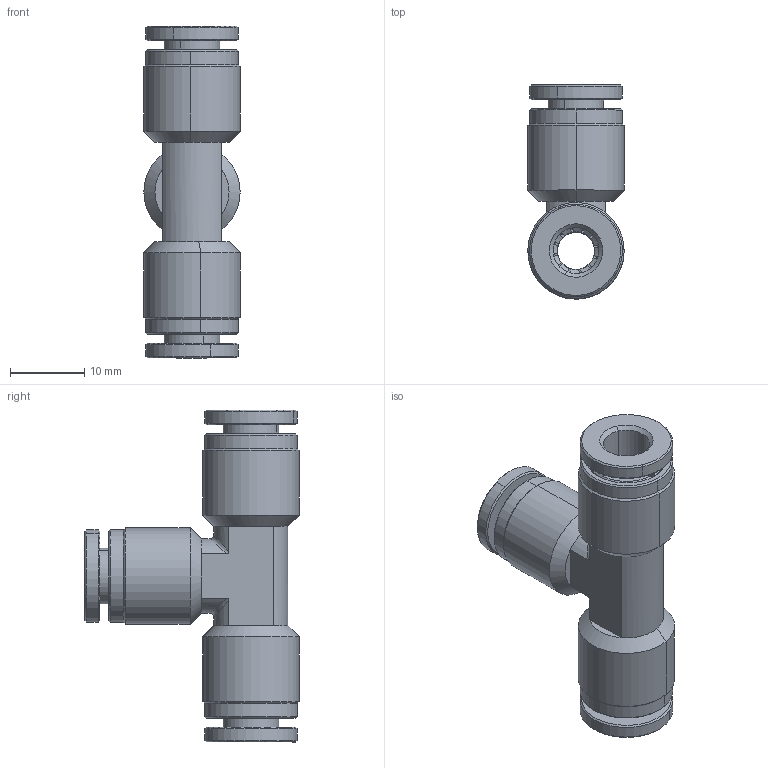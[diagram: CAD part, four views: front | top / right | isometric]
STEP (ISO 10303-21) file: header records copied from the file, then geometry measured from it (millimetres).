
FILE_DESCRIPTION (( 'STEP AP214' ), '1' );
FILE_NAME ('TUS6W.STEP', '2018-07-03T23:53:31', ( '' ), ( '' ), 'SwSTEP 2.0', 'SolidWorks 2016', '' );
FILE_SCHEMA (( 'AUTOMOTIVE_DESIGN' ));
Length unit declared in the file: millimetre
Products named in the file (1): TUS6W
Bounding box: 13 x 28.9 x 44.8 mm (x, y, z)
Volume: 4419.4 mm3; surface area: 8438.8 mm2
Topology: 16 solids, 16 shells, 975 faces, 2653 edges, 1721 vertices
Faces by surface type: plane 341, cone 333, cylinder 191, bspline 104, torus 6
Entity records: 44193 total; most frequent: CARTESIAN_POINT 10271, ORIENTED_EDGE 5306, DIRECTION 4268, EDGE_CURVE 2653, AXIS2_PLACEMENT_3D 1758, VERTEX_POINT 1721, EDGE_LOOP 1020, UNCERTAINTY_MEASURE_WITH_UNIT 993
